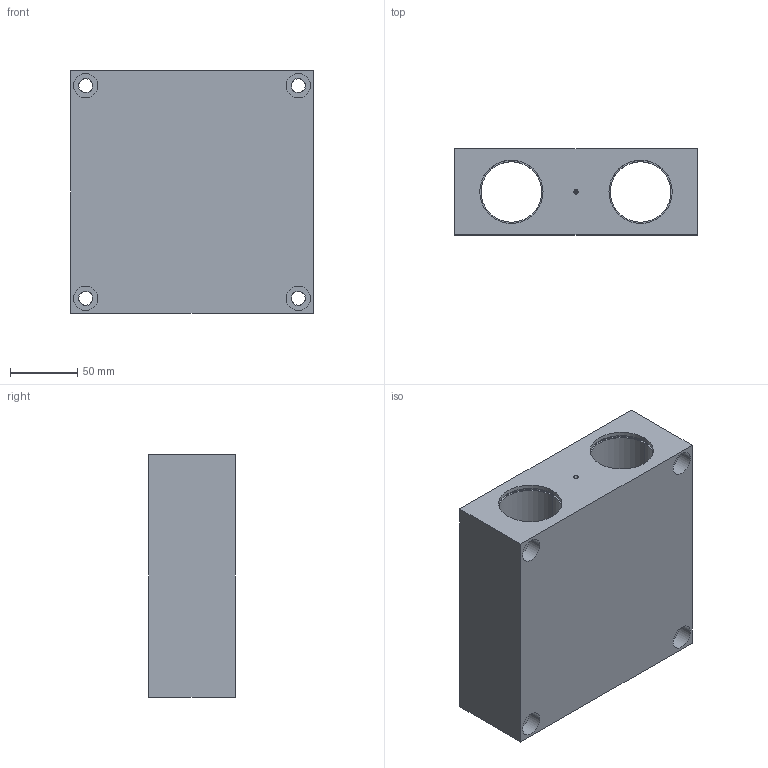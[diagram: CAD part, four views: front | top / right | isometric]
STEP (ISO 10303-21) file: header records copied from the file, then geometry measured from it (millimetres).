
FILE_DESCRIPTION( ( '' ), '1' );
FILE_NAME( 'qag_30_2_03.stp', '2008-04-10T04:27:50', ( '' ), ( '' ), ' ', ' ', ' ' );
FILE_SCHEMA( ( 'CONFIG_CONTROL_DESIGN' ) );
Length unit declared in the file: millimetre
Products named in the file (1): 1
Bounding box: 180 x 64 x 180 mm (x, y, z)
Volume: 1427858.9 mm3; surface area: 167834.3 mm2
Topology: 1 solids, 1 shells, 100 faces, 216 edges, 137 vertices
Faces by surface type: cylinder 58, plane 26, cone 16
Entity records: 2882 total; most frequent: DIRECTION 540, CARTESIAN_POINT 518, ORIENTED_EDGE 428, AXIS2_PLACEMENT_3D 227, EDGE_CURVE 214, VERTEX_POINT 137, EDGE_LOOP 135, CIRCLE 126
